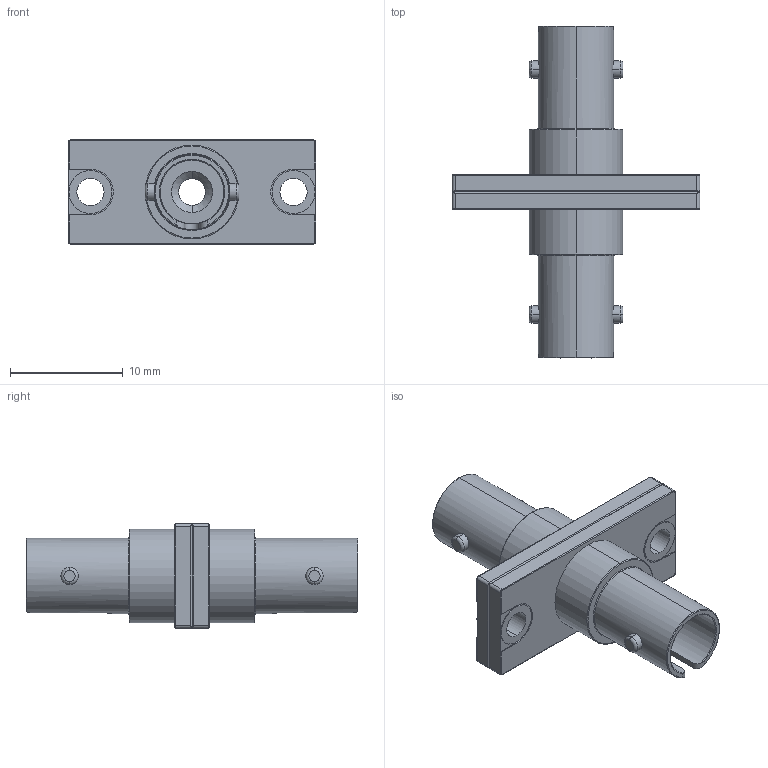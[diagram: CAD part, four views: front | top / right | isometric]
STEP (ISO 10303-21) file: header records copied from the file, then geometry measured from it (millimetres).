
FILE_DESCRIPTION (( 'STEP AP203' ), '1' );
FILE_NAME ('FOA-011A.STEP', '2006-06-30T19:16:38', ( ' ' ), ( ' ' ), 'SwSTEP 2.0', 'SolidWorks 2005354', '' );
FILE_SCHEMA (( 'CONFIG_CONTROL_DESIGN' ));
Length unit declared in the file: inch
Products named in the file (2): FOA-011A
Assembly tree (1 placements, depth 2):
  FOA-011A
    FOA-011A
Bounding box: 21.97 x 29.46 x 9.27 mm (x, y, z)
Volume: 1188.2 mm3; surface area: 1592.5 mm2
Topology: 1 solids, 1 shells, 146 faces, 346 edges, 214 vertices
Faces by surface type: cylinder 64, plane 48, torus 30, cone 4
Entity records: 4590 total; most frequent: CARTESIAN_POINT 998, DIRECTION 750, ORIENTED_EDGE 692, EDGE_CURVE 346, AXIS2_PLACEMENT_3D 302, VERTEX_POINT 214, EDGE_LOOP 164, CIRCLE 152
